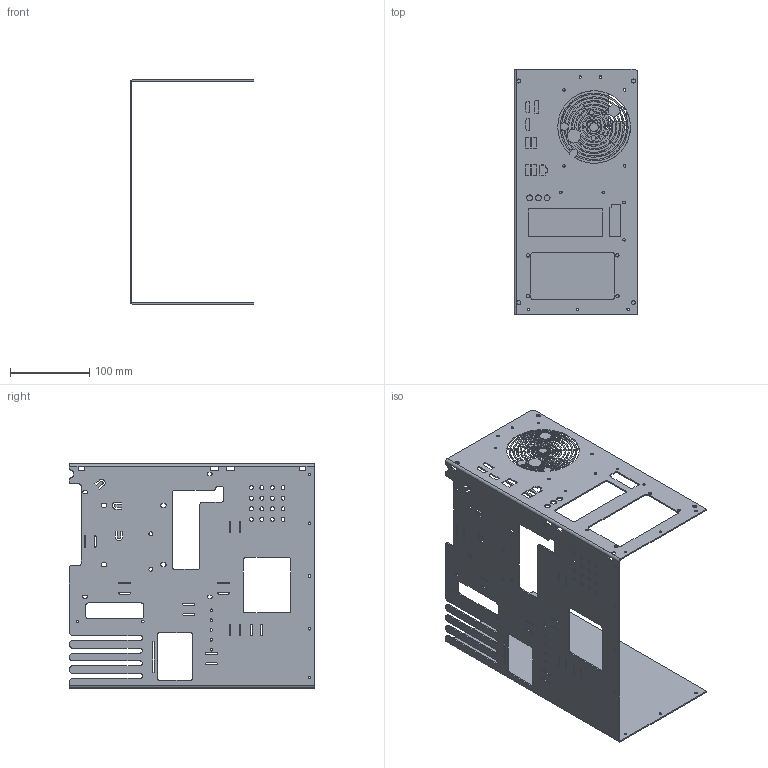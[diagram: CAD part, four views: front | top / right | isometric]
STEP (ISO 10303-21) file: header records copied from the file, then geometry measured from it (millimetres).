
FILE_DESCRIPTION(/* description */ (''),/* implementation_level */ '2;1');
FILE_NAME(/* name */ 'Internal V1.step',/* time_stamp */ '2018-10-31T12:06:49-06:00',/* author */ (''),/* organization */ (''),/* preprocessor_version */ 'ST-DEVELOPER v17.2',/* originating_system */ 'Autodesk Translation Framework v7.6.0.251',/* authorisation */ '');
FILE_SCHEMA (('AUTOMOTIVE_DESIGN { 1 0 10303 214 3 1 1 }'));
Length unit declared in the file: millimetre
Products named in the file (1): Internal
Bounding box: 156.6 x 310 x 283.2 mm (x, y, z)
Volume: 236871.3 mm3; surface area: 310442.7 mm2
Topology: 1 solids, 1 shells, 762 faces, 2301 edges, 1537 vertices
Faces by surface type: plane 319, bspline 226, cylinder 217
Full cylindrical faces by diameter (mm): 3.1 x28, 3.2 x4, 4.21 x4, 4.8 x2, 5 x16, 5.1 x4, 7.5 x3
Entity records: 28365 total; most frequent: CARTESIAN_POINT 8101, ORIENTED_EDGE 4602, DIRECTION 3434, EDGE_CURVE 2301, VERTEX_POINT 1537, LINE 1382, VECTOR 1382, EDGE_LOOP 1062
